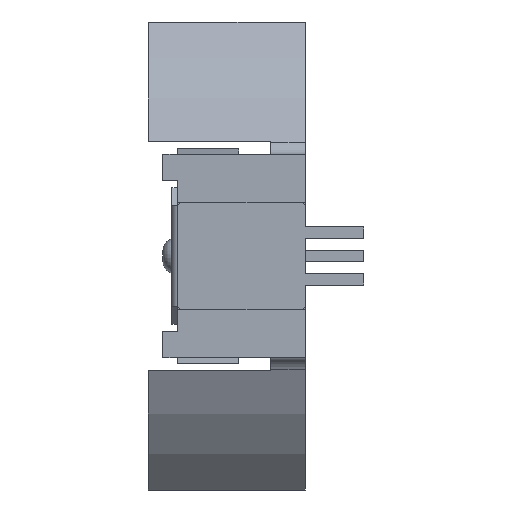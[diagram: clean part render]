
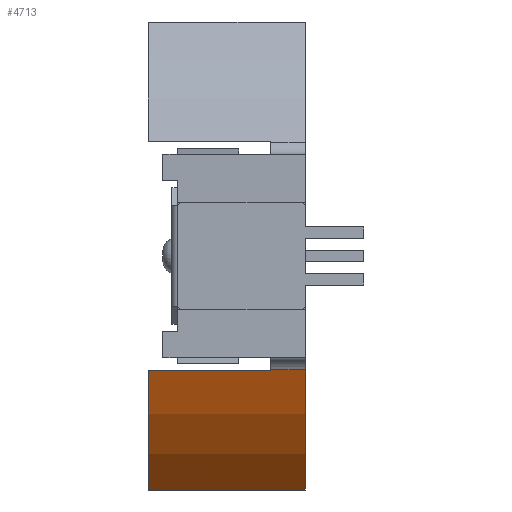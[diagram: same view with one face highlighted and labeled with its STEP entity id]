
A CAD part, left-side view. The second image highlights one B-rep face of the part: STEP entity #4713.
In plain terms, the highlighted cylindrical face has radius 11 mm (diameter 22 mm), a partial arc.
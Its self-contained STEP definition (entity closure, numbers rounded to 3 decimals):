
#11 = DIRECTION ( 'NONE',  ( 0., 0., 1. ) ) ;
#286 = VERTEX_POINT ( 'NONE', #3922 ) ;
#298 = ORIENTED_EDGE ( 'NONE', *, *, #8272, .T. ) ;
#466 = VECTOR ( 'NONE', #5605, 1000. ) ;
#564 = FACE_OUTER_BOUND ( 'NONE', #6431, .T. ) ;
#656 = CARTESIAN_POINT ( 'NONE',  ( -10.278, 1.2, -3.918 ) ) ;
#699 = CARTESIAN_POINT ( 'NONE',  ( 0., 0., 0. ) ) ;
#1094 = EDGE_CURVE ( 'NONE', #4917, #286, #2443, .T. ) ;
#1319 = DIRECTION ( 'NONE',  ( 0., 0., 1. ) ) ;
#1529 = CARTESIAN_POINT ( 'NONE',  ( -10.278, 5.4, -3.918 ) ) ;
#1792 = DIRECTION ( 'NONE',  ( 0., 0., -1. ) ) ;
#2058 = ORIENTED_EDGE ( 'NONE', *, *, #1094, .F. ) ;
#2211 = VECTOR ( 'NONE', #3334, 1000. ) ;
#2353 = CARTESIAN_POINT ( 'NONE',  ( -10.276, 5.4, -3.925 ) ) ;
#2443 = CIRCLE ( 'NONE', #8016, 11. ) ;
#2545 = AXIS2_PLACEMENT_3D ( 'NONE', #3633, #6268, #1792 ) ;
#2557 = DIRECTION ( 'NONE',  ( 0., 1., 0. ) ) ;
#2854 = DIRECTION ( 'NONE',  ( 0., 1., 0. ) ) ;
#2967 = CARTESIAN_POINT ( 'NONE',  ( -10.276, 1.2, -3.925 ) ) ;
#3230 = CARTESIAN_POINT ( 'NONE',  ( -7.496, 0., -8.05 ) ) ;
#3334 = DIRECTION ( 'NONE',  ( 0., -1., 0. ) ) ;
#3378 = AXIS2_PLACEMENT_3D ( 'NONE', #3739, #4385, #5613 ) ;
#3633 = CARTESIAN_POINT ( 'NONE',  ( 0., 5.4, 0. ) ) ;
#3701 = VERTEX_POINT ( 'NONE', #656 ) ;
#3739 = CARTESIAN_POINT ( 'NONE',  ( 0., 1.2, 0. ) ) ;
#3777 = CARTESIAN_POINT ( 'NONE',  ( -7.496, 5.4, -8.05 ) ) ;
#3919 = LINE ( 'NONE', #4638, #2211 ) ;
#3922 = CARTESIAN_POINT ( 'NONE',  ( -10.276, 5.4, -3.925 ) ) ;
#4126 = VERTEX_POINT ( 'NONE', #2967 ) ;
#4385 = DIRECTION ( 'NONE',  ( 0., 1., 0. ) ) ;
#4445 = CIRCLE ( 'NONE', #7613, 11. ) ;
#4539 = CIRCLE ( 'NONE', #3378, 11. ) ;
#4638 = CARTESIAN_POINT ( 'NONE',  ( -7.496, 5.4, -8.05 ) ) ;
#4713 = ADVANCED_FACE ( 'NONE', ( #564 ), #8338, .T. ) ;
#4770 = EDGE_CURVE ( 'NONE', #4126, #286, #7030, .T. ) ;
#4894 = VECTOR ( 'NONE', #2854, 1000. ) ;
#4917 = VERTEX_POINT ( 'NONE', #3777 ) ;
#5605 = DIRECTION ( 'NONE',  ( 0., 1., 0. ) ) ;
#5613 = DIRECTION ( 'NONE',  ( 0., 0., 1. ) ) ;
#5695 = EDGE_CURVE ( 'NONE', #6174, #3701, #6095, .T. ) ;
#5729 = CARTESIAN_POINT ( 'NONE',  ( 0., 5.4, 0. ) ) ;
#5834 = DIRECTION ( 'NONE',  ( 0., 1., 0. ) ) ;
#6095 = LINE ( 'NONE', #1529, #4894 ) ;
#6116 = ORIENTED_EDGE ( 'NONE', *, *, #6910, .F. ) ;
#6117 = VERTEX_POINT ( 'NONE', #3230 ) ;
#6174 = VERTEX_POINT ( 'NONE', #6602 ) ;
#6268 = DIRECTION ( 'NONE',  ( 0., -1., 0. ) ) ;
#6431 = EDGE_LOOP ( 'NONE', ( #6116, #8294, #2058, #298, #6454, #8328 ) ) ;
#6454 = ORIENTED_EDGE ( 'NONE', *, *, #7081, .T. ) ;
#6602 = CARTESIAN_POINT ( 'NONE',  ( -10.278, 0., -3.918 ) ) ;
#6910 = EDGE_CURVE ( 'NONE', #4126, #3701, #4539, .T. ) ;
#7030 = LINE ( 'NONE', #2353, #466 ) ;
#7081 = EDGE_CURVE ( 'NONE', #6117, #6174, #4445, .T. ) ;
#7613 = AXIS2_PLACEMENT_3D ( 'NONE', #699, #5834, #1319 ) ;
#8016 = AXIS2_PLACEMENT_3D ( 'NONE', #5729, #2557, #11 ) ;
#8272 = EDGE_CURVE ( 'NONE', #4917, #6117, #3919, .T. ) ;
#8294 = ORIENTED_EDGE ( 'NONE', *, *, #4770, .T. ) ;
#8328 = ORIENTED_EDGE ( 'NONE', *, *, #5695, .T. ) ;
#8338 = CYLINDRICAL_SURFACE ( 'NONE', #2545, 11. ) ;
